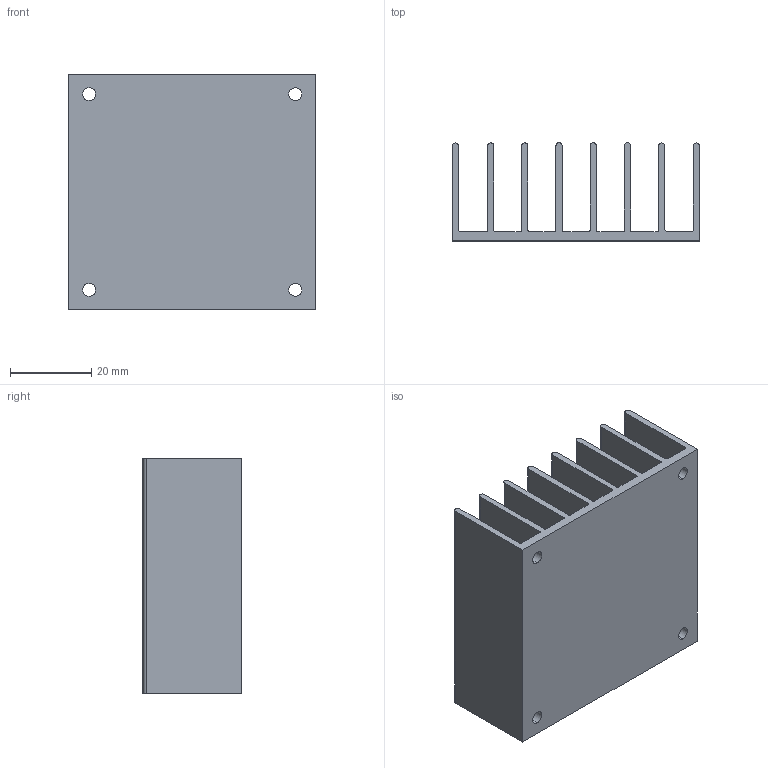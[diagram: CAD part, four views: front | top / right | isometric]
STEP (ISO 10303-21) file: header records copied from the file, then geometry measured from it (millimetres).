
FILE_DESCRIPTION (( 'STEP AP214' ), '1' );
FILE_NAME ('517-95AB HEATSINK BXB50,75,100,150.95-HRZ.step', '2017-12-04T14:28:50', ( '' ), ( '' ), 'SwSTEP 2.0', 'SolidWorks 2017', '' );
FILE_SCHEMA (( 'AUTOMOTIVE_DESIGN' ));
Length unit declared in the file: inch
Products named in the file (1): 517-95AB HEATSINK BXB50,75,100,150.95-HRZ
Bounding box: 60.88 x 24.2 x 57.91 mm (x, y, z)
Volume: 23338.4 mm3; surface area: 27977.9 mm2
Topology: 1 solids, 1 shells, 111 faces, 315 edges, 206 vertices
Faces by surface type: plane 72, cylinder 31, bspline 8
Entity records: 4097 total; most frequent: CARTESIAN_POINT 1159, ORIENTED_EDGE 630, DIRECTION 567, EDGE_CURVE 315, VECTOR 235, LINE 235, VERTEX_POINT 206, AXIS2_PLACEMENT_3D 166
